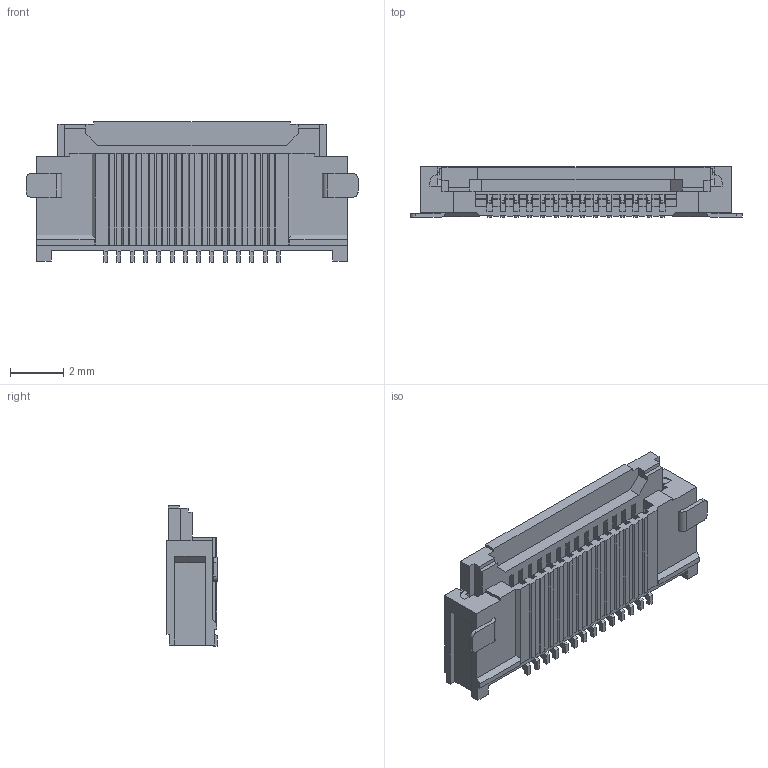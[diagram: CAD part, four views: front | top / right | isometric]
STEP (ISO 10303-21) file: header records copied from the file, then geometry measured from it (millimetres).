
FILE_DESCRIPTION(('FreeCAD Model'),'2;1');
FILE_NAME('../../../customlib_mj/3d_models/FFC_14p-Molex_5052781433.stp','2020-07-30T16:42:18',('Author'),(''), 'Open CASCADE STEP processor 7.3','FreeCAD','Unknown');
FILE_SCHEMA(('AUTOMOTIVE_DESIGN { 1 0 10303 214 1 1 1 1 }'));
Length unit declared in the file: millimetre
Products named in the file (1): 5052781433
Bounding box: 12.5 x 1.9 x 5.3 mm (x, y, z)
Volume: 65.2 mm3; surface area: 352.6 mm2
Topology: 1 solids, 1 shells, 884 faces, 2552 edges, 1696 vertices
Faces by surface type: plane 770, cylinder 114
Entity records: 34836 total; most frequent: CARTESIAN_POINT 5143, ORIENTED_EDGE 5104, DIRECTION 4548, EDGE_CURVE 2552, LINE 2322, VECTOR 2322, VERTEX_POINT 1696, AXIS2_PLACEMENT_3D 1113
